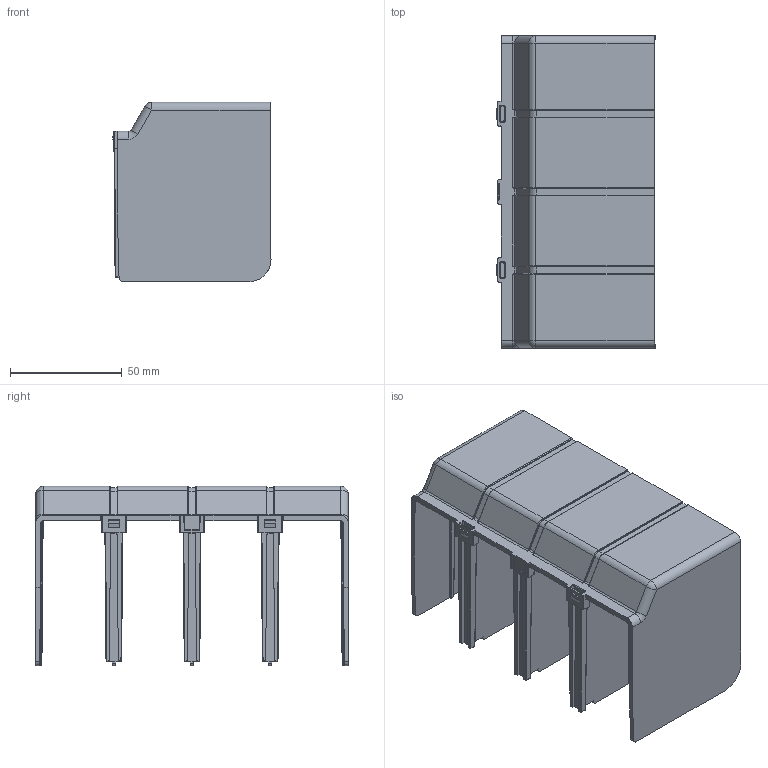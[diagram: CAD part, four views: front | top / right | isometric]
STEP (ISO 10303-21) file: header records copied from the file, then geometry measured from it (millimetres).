
FILE_DESCRIPTION(/* description */ (''),/* implementation_level */ '2;1');
FILE_NAME(/* name */ 'FILE_STP_CAD_DRAWING_3d_BFX845_prt.stp',/* time_stamp */ '2022-09-07T13:40:20+02:00',/* author */ (''),/* organization */ (''),/* preprocessor_version */ 'ST-DEVELOPER v16.7',/* originating_system */ 'SIEMENS PLM Software NX 12.0',/* authorisation */ '');
FILE_SCHEMA (('AUTOMOTIVE_DESIGN { 1 0 10303 214 3 1 1 1 }'));
Length unit declared in the file: millimetre
Products named in the file (1): 3d_BFX845
Bounding box: 70.74 x 140 x 80.3 mm (x, y, z)
Surface area: 78088.6 mm2 (no closed solid volume)
Topology: 0 solids, 1 shells, 364 faces, 968 edges, 587 vertices
Faces by surface type: cylinder 169, plane 143, sphere 22, bspline 16, torus 14
Entity records: 11483 total; most frequent: CARTESIAN_POINT 2393, DIRECTION 1974, ORIENTED_EDGE 1880, EDGE_CURVE 946, AXIS2_PLACEMENT_3D 706, VERTEX_POINT 586, LINE 562, VECTOR 562
